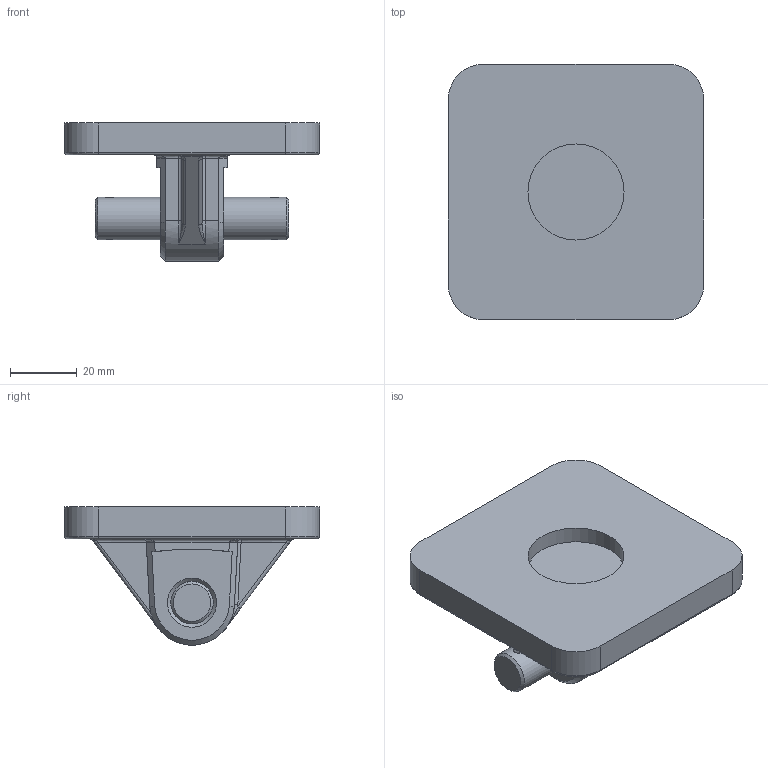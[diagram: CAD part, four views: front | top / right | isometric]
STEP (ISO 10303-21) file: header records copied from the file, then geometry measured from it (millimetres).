
FILE_DESCRIPTION(/* description */ ('Unknown'),/* implementation_level */ '2;1');
FILE_NAME(/* name */ '1309.250.09;1F',/* time_stamp */ '2022-02-11T08:36:09-05:00',/* author */ ('Unknown'),/* organization */ ('Unknown'),/* preprocessor_version */ 'ST-DEVELOPER v16.7',/* originating_system */ 'Solid Edge',/* authorisation */ 'Unknown');
FILE_SCHEMA (('AUTOMOTIVE_DESIGN {1 0 10303 214 3 1 1}'));
Length unit declared in the file: millimetre
Products named in the file (1): NCA1C250-0050.step_NCA1_CLEVIS_C-D_250C
Bounding box: 76.2 x 76.2 x 41.23 mm (x, y, z)
Volume: 71098.2 mm3; surface area: 21264.2 mm2
Topology: 1 solids, 1 shells, 145 faces, 337 edges, 201 vertices
Faces by surface type: plane 63, cylinder 43, bspline 19, cone 10, torus 7, sphere 3
Full cylindrical faces by diameter (mm): 2.67 x2, 12.15 x4, 12.7 x2, 13.5 x4, 28.7 x1
Entity records: 5502 total; most frequent: CARTESIAN_POINT 1436, DIRECTION 607, ORIENTED_EDGE 596, EDGE_CURVE 298, AXIS2_PLACEMENT_3D 229, VERTEX_POINT 192, EDGE_LOOP 186, FACE_BOUND 186
